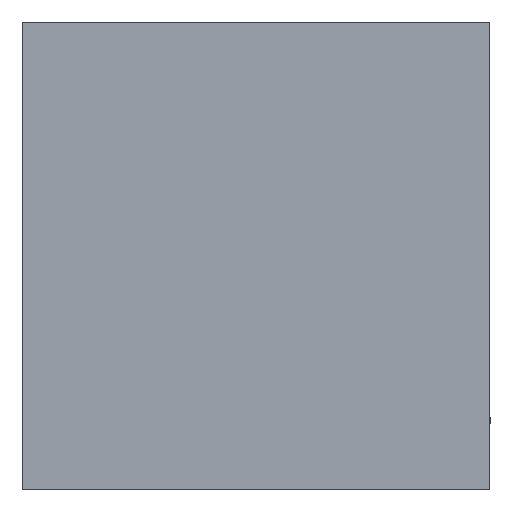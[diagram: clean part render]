
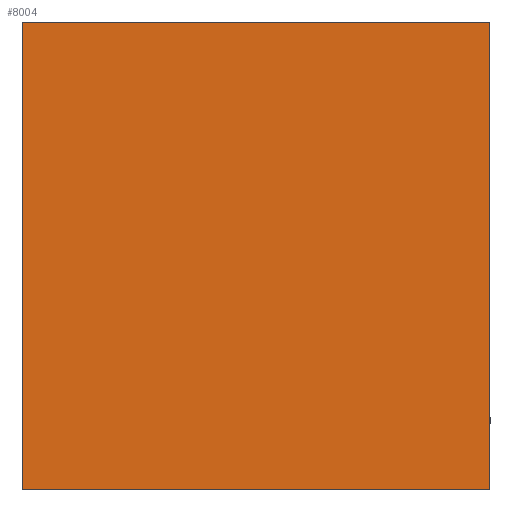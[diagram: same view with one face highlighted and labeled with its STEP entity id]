
A CAD part, left-side view. The second image highlights one B-rep face of the part: STEP entity #8004.
In plain terms, the highlighted planar face has unit normal (-1, 0, 0).
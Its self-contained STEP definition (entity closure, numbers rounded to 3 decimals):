
#1104=FACE_OUTER_BOUND('',#1571,.T.);
#1571=EDGE_LOOP('',(#7029,#7030,#7031,#7032));
#1838=LINE('',#12481,#2531);
#2272=LINE('',#14024,#2965);
#2273=LINE('',#14025,#2966);
#2274=LINE('',#14026,#2967);
#2531=VECTOR('',#8869,10.);
#2965=VECTOR('',#10129,10.);
#2966=VECTOR('',#10130,10.);
#2967=VECTOR('',#10131,10.);
#3281=VERTEX_POINT('',#12474);
#3284=VERTEX_POINT('',#12479);
#3713=VERTEX_POINT('',#14022);
#3714=VERTEX_POINT('',#14023);
#4182=EDGE_CURVE('',#3284,#3281,#1838,.T.);
#4826=EDGE_CURVE('',#3713,#3714,#2272,.T.);
#4827=EDGE_CURVE('',#3714,#3281,#2273,.T.);
#4828=EDGE_CURVE('',#3713,#3284,#2274,.T.);
#7029=ORIENTED_EDGE('',*,*,#4826,.T.);
#7030=ORIENTED_EDGE('',*,*,#4827,.T.);
#7031=ORIENTED_EDGE('',*,*,#4182,.F.);
#7032=ORIENTED_EDGE('',*,*,#4828,.F.);
#7283=PLANE('',#8494);
#8004=ADVANCED_FACE('',(#1104),#7283,.T.);
#8494=AXIS2_PLACEMENT_3D('',#14021,#10127,#10128);
#8869=DIRECTION('',(0.,-1.,0.));
#10127=DIRECTION('center_axis',(-1.,0.,0.));
#10128=DIRECTION('ref_axis',(0.,-1.,0.));
#10129=DIRECTION('',(0.,-1.,0.));
#10130=DIRECTION('',(0.,0.,1.));
#10131=DIRECTION('',(0.,0.,1.));
#12474=CARTESIAN_POINT('',(0.,0.,44.45));
#12479=CARTESIAN_POINT('',(0.,44.45,44.45));
#12481=CARTESIAN_POINT('',(0.,44.45,44.45));
#14021=CARTESIAN_POINT('Origin',(0.,44.45,0.));
#14022=CARTESIAN_POINT('',(0.,44.45,0.));
#14023=CARTESIAN_POINT('',(0.,0.,0.));
#14024=CARTESIAN_POINT('',(0.,44.45,0.));
#14025=CARTESIAN_POINT('',(0.,0.,0.));
#14026=CARTESIAN_POINT('',(0.,44.45,0.));
